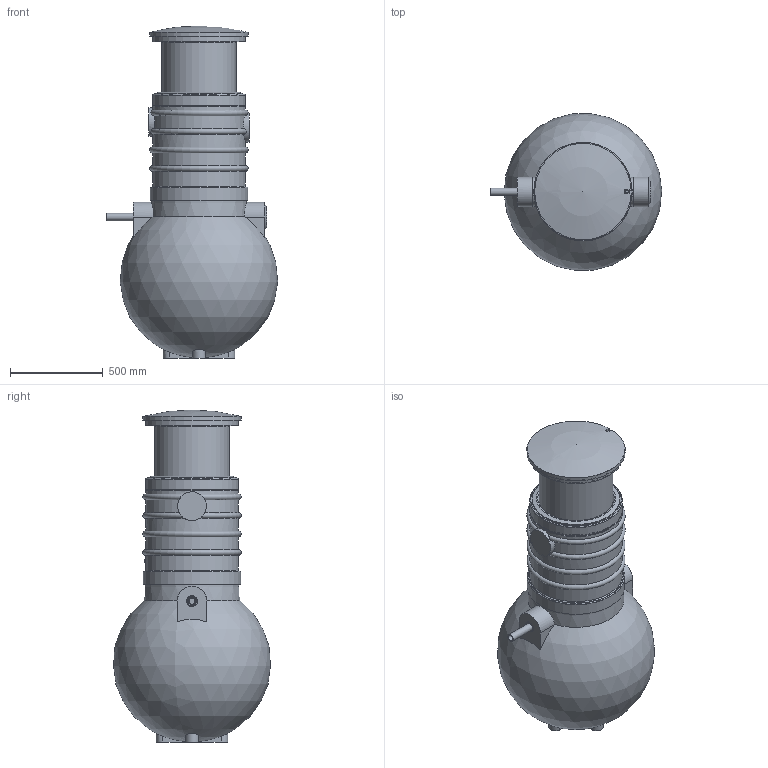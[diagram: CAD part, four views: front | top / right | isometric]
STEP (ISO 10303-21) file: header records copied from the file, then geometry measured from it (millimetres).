
FILE_DESCRIPTION(/* description */ ('Unknown'),/* implementation_level */ '2;1');
FILE_NAME(/* name */ 'Edgar 1500',/* time_stamp */ '2023-11-30T13:57:30+02:00',/* author */ ('Unknown'),/* organization */ ('Unknown'),/* preprocessor_version */ 'ST-DEVELOPER v18.1',/* originating_system */ 'Solid Edge',/* authorisation */ 'Unknown');
FILE_SCHEMA (('AUTOMOTIVE_DESIGN {1 0 10303 214 3 1 1}'));
Length unit declared in the file: millimetre
Products named in the file (24): Edgar 1,5m kodul 2023; 2491.001_SO017157; kuulkraan_32sk-sk; RoundTubing 40x3.7_oa_0; RoundTubing 40x3.7_oa_1; Polv_1-1-4_mess; Elekterkeevispolv_40; RoundTubing 40x3.7_oa_2; DX25; Kaksiknippel_40-40_mess; Läbiviigutihend DN100; Messingliitmik_40-32vk; tloogiklapp32sk; Messingliitmikpolv_40-114sk; 2639.002; M16 kaabli läbiviik; 2639.001; Kaabliläbiviigu tihend; Camlock liitele detail; 2432.007; Kaksiknippel_32-25_mess; Camlock 1 1_4 liide; Rotokaev D500 2564.000_var5_silepohi_oa_3; 2491.005_tugi
Assembly tree (27 placements, depth 2):
  Edgar 1,5m kodul 2023
    2491.001_SO017157
    kuulkraan_32sk-sk
    RoundTubing 40x3.7_oa_0
    RoundTubing 40x3.7_oa_1
    Polv_1-1-4_mess  x2
    Elekterkeevispolv_40
    RoundTubing 40x3.7_oa_2
    DX25
    Kaksiknippel_40-40_mess  x3
    Läbiviigutihend DN100
    Messingliitmik_40-32vk  x2
    tloogiklapp32sk
    Messingliitmikpolv_40-114sk
    2639.002
    M16 kaabli läbiviik
    2639.001
    Kaabliläbiviigu tihend
    Camlock liitele detail
    2432.007
    Kaksiknippel_32-25_mess
    Camlock 1 1_4 liide
    Rotokaev D500 2564.000_var5_silepohi_oa_3
    2491.005_tugi
Bounding box: 924.18 x 845.53 x 1789.75 mm (x, y, z)
Volume: 42448888.4 mm3; surface area: 10804180.4 mm2
Topology: 30 solids, 30 shells, 620 faces, 1408 edges, 898 vertices
Faces by surface type: plane 334, cylinder 194, cone 40, torus 33, bspline 10, sphere 9
Full cylindrical faces by diameter (mm): 6 x1, 8 x1, 9 x1, 13 x2, 16 x1, 18.133 x1, 20 x1, 25 x3, 27.91 x1, 30.291 x1, 32 x4, 32.6 x3, 33.249 x1, 35.114 x4, 38.952 x1, 39.367 x4, 40 x13, 41 x1, 41.91 x6, 42.4 x4, 43.014 x4, 45 x1, 46 x5, 47.803 x6, 48 x1, 49.159 x2, 50 x1, 50.037 x2, 52 x1, 52.671 x4
Entity records: 17870 total; most frequent: CARTESIAN_POINT 5110, DIRECTION 2338, ORIENTED_EDGE 1956, EDGE_CURVE 978, AXIS2_PLACEMENT_3D 953, FACE_BOUND 791, EDGE_LOOP 790, VERTEX_POINT 711
